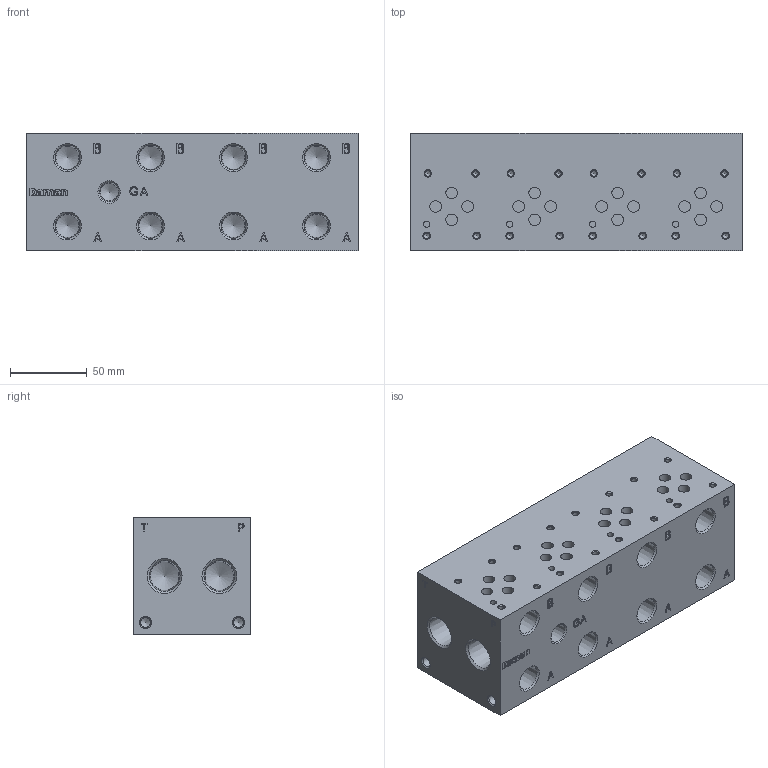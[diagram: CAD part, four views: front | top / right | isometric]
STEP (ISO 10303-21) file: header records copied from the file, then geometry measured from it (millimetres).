
FILE_DESCRIPTION( ( 'STEP AP214' ), ' ' );
FILE_NAME( 'AD03P042P_S.stp', '2018-04-23T17:51:21', ( '' ), ( '' ), ' ', 'PARTsolutions', ' ' );
FILE_SCHEMA( ( 'AUTOMOTIVE_DESIGN { 1 0 10303 214 1 1 1 1 }' ) );
Length unit declared in the file: inch
Products named in the file (1): _AD03P042P/S
Bounding box: 215.9 x 76.2 x 76.2 mm (x, y, z)
Volume: 1167103.4 mm3; surface area: 100993.4 mm2
Topology: 1 solids, 1 shells, 456 faces, 1125 edges, 729 vertices
Faces by surface type: plane 266, cylinder 107, cone 83
Full cylindrical faces by diameter (mm): 3.68 x16, 4.013 x4, 6.411 x4, 7.493 x16, 17.475 x1, 18.593 x1, 20.65 x1, 21.844 x1
Entity records: 16157 total; most frequent: DIRECTION 2143, CARTESIAN_POINT 2132, ORIENTED_EDGE 1910, EDGE_CURVE 955, AXIS2_PLACEMENT_3D 731, VERTEX_POINT 720, LINE 681, VECTOR 681
